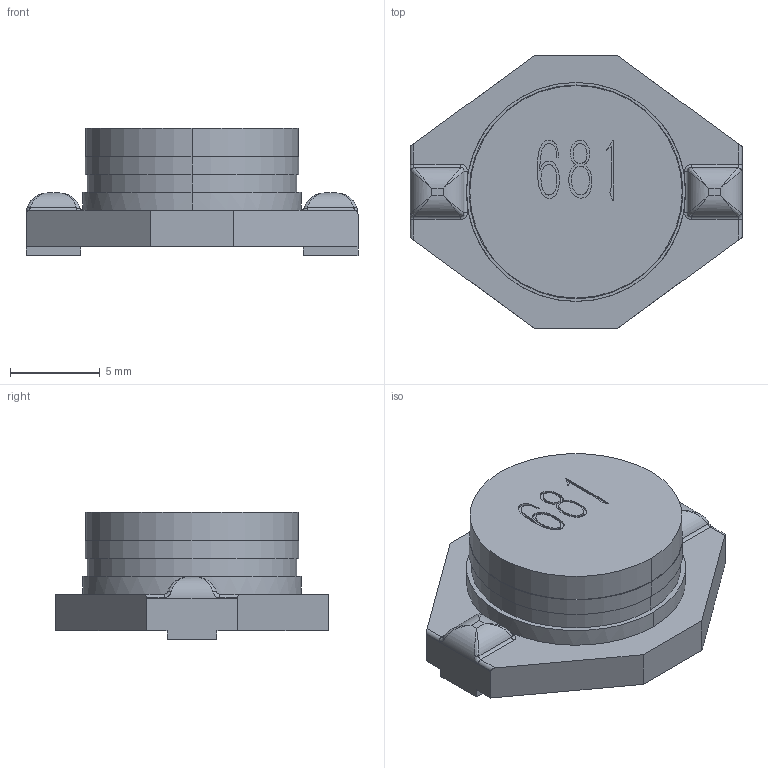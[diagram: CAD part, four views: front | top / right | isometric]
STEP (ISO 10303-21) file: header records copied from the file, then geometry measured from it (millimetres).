
FILE_DESCRIPTION (( 'STEP AP214' ), '1' );
FILE_NAME ('l_2_15r37ppr2r79x2r92.STEP', '2018-09-22T08:58:30', ( '' ), ( '' ), 'SwSTEP 2.0', 'SolidWorks 2015', '' );
FILE_SCHEMA (( 'AUTOMOTIVE_DESIGN' ));
Length unit declared in the file: millimetre
Products named in the file (1): l_2_15r37ppr2r79x2r92
Bounding box: 18.54 x 15.24 x 7.11 mm (x, y, z)
Volume: 961.2 mm3; surface area: 737.4 mm2
Topology: 1 solids, 1 shells, 117 faces, 302 edges, 188 vertices
Faces by surface type: bspline 47, plane 44, cylinder 26
Entity records: 6017 total; most frequent: CARTESIAN_POINT 3025, ORIENTED_EDGE 588, DIRECTION 366, EDGE_CURVE 294, VERTEX_POINT 188, LINE 156, VECTOR 156, EDGE_LOOP 126
